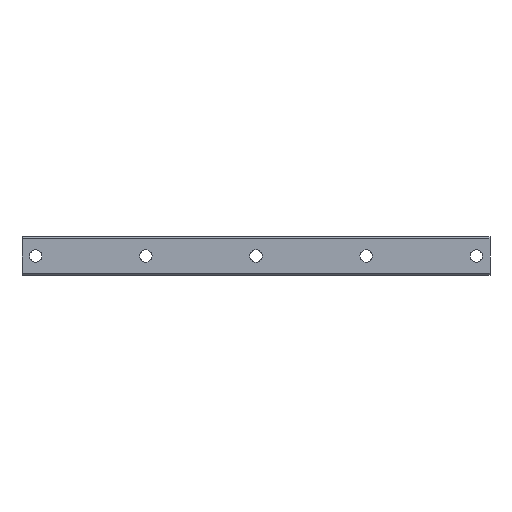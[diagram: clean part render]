
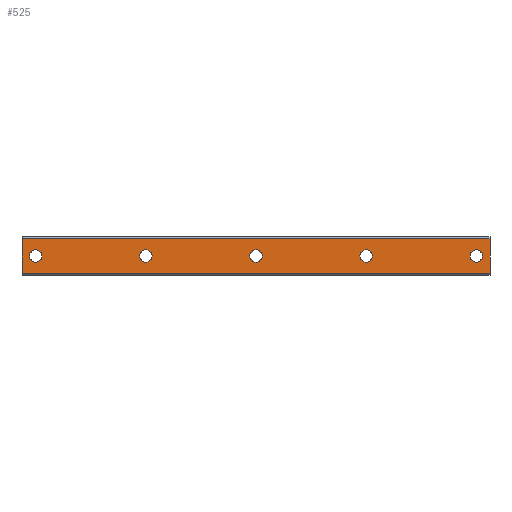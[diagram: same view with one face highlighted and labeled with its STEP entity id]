
A CAD part, front view. The second image highlights one B-rep face of the part: STEP entity #525.
In plain terms, the highlighted planar face has unit normal (0, -1, 0).
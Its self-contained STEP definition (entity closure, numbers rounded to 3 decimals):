
#2 = EDGE_CURVE ( 'NONE', #366, #1644, #2047, .T. ) ;
#6 = VERTEX_POINT ( 'NONE', #1079 ) ;
#15 = EDGE_CURVE ( 'NONE', #6, #1189, #1843, .T. ) ;
#54 = CIRCLE ( 'NONE', #1762, 4.5 ) ;
#81 = EDGE_CURVE ( 'NONE', #2018, #314, #103, .T. ) ;
#88 = CARTESIAN_POINT ( 'NONE',  ( 320., 0., 0. ) ) ;
#93 = DIRECTION ( 'NONE',  ( 0., 0., 1. ) ) ;
#94 = FACE_OUTER_BOUND ( 'NONE', #1867, .T. ) ;
#103 = CIRCLE ( 'NONE', #374, 4.5 ) ;
#118 = FACE_BOUND ( 'NONE', #1782, .T. ) ;
#134 = LINE ( 'NONE', #1435, #1344 ) ;
#146 = DIRECTION ( 'NONE',  ( 0., -1., 0. ) ) ;
#160 = DIRECTION ( 'NONE',  ( 0., 0., 1. ) ) ;
#178 = ORIENTED_EDGE ( 'NONE', *, *, #939, .F. ) ;
#179 = AXIS2_PLACEMENT_3D ( 'NONE', #1580, #146, #1252 ) ;
#197 = VERTEX_POINT ( 'NONE', #963 ) ;
#207 = VERTEX_POINT ( 'NONE', #1280 ) ;
#208 = AXIS2_PLACEMENT_3D ( 'NONE', #1691, #723, #412 ) ;
#222 = CIRCLE ( 'NONE', #550, 4.5 ) ;
#277 = VECTOR ( 'NONE', #1760, 1000. ) ;
#314 = VERTEX_POINT ( 'NONE', #381 ) ;
#353 = ORIENTED_EDGE ( 'NONE', *, *, #1166, .F. ) ;
#366 = VERTEX_POINT ( 'NONE', #1661 ) ;
#374 = AXIS2_PLACEMENT_3D ( 'NONE', #1090, #2025, #1067 ) ;
#381 = CARTESIAN_POINT ( 'NONE',  ( 240., 0., -4.5 ) ) ;
#402 = ORIENTED_EDGE ( 'NONE', *, *, #2, .F. ) ;
#409 = AXIS2_PLACEMENT_3D ( 'NONE', #1606, #467, #1392 ) ;
#412 = DIRECTION ( 'NONE',  ( 0., 0., 1. ) ) ;
#418 = CARTESIAN_POINT ( 'NONE',  ( 330., 0., 12.5 ) ) ;
#424 = EDGE_LOOP ( 'NONE', ( #1964, #178 ) ) ;
#434 = ORIENTED_EDGE ( 'NONE', *, *, #1830, .F. ) ;
#452 = DIRECTION ( 'NONE',  ( 0., 0., 1. ) ) ;
#467 = DIRECTION ( 'NONE',  ( 0., -1., 0. ) ) ;
#490 = CARTESIAN_POINT ( 'NONE',  ( -10., 0., 12.5 ) ) ;
#510 = ORIENTED_EDGE ( 'NONE', *, *, #15, .F. ) ;
#511 = CIRCLE ( 'NONE', #1819, 4.5 ) ;
#521 = CIRCLE ( 'NONE', #1926, 4.5 ) ;
#525 = ADVANCED_FACE ( 'NONE', ( #94, #595, #2010, #2022, #571, #118 ), #911, .F. ) ;
#550 = AXIS2_PLACEMENT_3D ( 'NONE', #741, #1197, #1675 ) ;
#553 = CARTESIAN_POINT ( 'NONE',  ( 330., 0., -12.5 ) ) ;
#571 = FACE_BOUND ( 'NONE', #2058, .T. ) ;
#578 = VERTEX_POINT ( 'NONE', #490 ) ;
#591 = ORIENTED_EDGE ( 'NONE', *, *, #1489, .F. ) ;
#595 = FACE_BOUND ( 'NONE', #1425, .T. ) ;
#608 = DIRECTION ( 'NONE',  ( 0., -1., 0. ) ) ;
#617 = CARTESIAN_POINT ( 'NONE',  ( 0., 0., -4.5 ) ) ;
#624 = CARTESIAN_POINT ( 'NONE',  ( -10., 0., 12.5 ) ) ;
#633 = ORIENTED_EDGE ( 'NONE', *, *, #1894, .F. ) ;
#675 = AXIS2_PLACEMENT_3D ( 'NONE', #88, #1868, #452 ) ;
#684 = CIRCLE ( 'NONE', #179, 4.5 ) ;
#694 = CARTESIAN_POINT ( 'NONE',  ( -10., 0., -12.5 ) ) ;
#716 = VERTEX_POINT ( 'NONE', #694 ) ;
#723 = DIRECTION ( 'NONE',  ( 0., -1., 0. ) ) ;
#736 = EDGE_CURVE ( 'NONE', #207, #1366, #1812, .T. ) ;
#741 = CARTESIAN_POINT ( 'NONE',  ( 160., 0., 0. ) ) ;
#803 = CARTESIAN_POINT ( 'NONE',  ( 0., 0., 0. ) ) ;
#850 = DIRECTION ( 'NONE',  ( 0., 0., -1. ) ) ;
#853 = DIRECTION ( 'NONE',  ( 0., 0., 1. ) ) ;
#911 = PLANE ( 'NONE',  #1413 ) ;
#939 = EDGE_CURVE ( 'NONE', #314, #2018, #1583, .T. ) ;
#947 = CARTESIAN_POINT ( 'NONE',  ( 80., 0., -4.5 ) ) ;
#957 = CARTESIAN_POINT ( 'NONE',  ( 330., 0., 12.5 ) ) ;
#962 = VERTEX_POINT ( 'NONE', #1230 ) ;
#963 = CARTESIAN_POINT ( 'NONE',  ( 0., 0., 4.5 ) ) ;
#1012 = AXIS2_PLACEMENT_3D ( 'NONE', #1536, #1061, #1674 ) ;
#1015 = CARTESIAN_POINT ( 'NONE',  ( 160., 0., 4.5 ) ) ;
#1029 = CARTESIAN_POINT ( 'NONE',  ( 0., 0., 0. ) ) ;
#1046 = VERTEX_POINT ( 'NONE', #617 ) ;
#1054 = EDGE_CURVE ( 'NONE', #1644, #366, #684, .T. ) ;
#1055 = DIRECTION ( 'NONE',  ( 0., 1., 0. ) ) ;
#1061 = DIRECTION ( 'NONE',  ( 0., -1., 0. ) ) ;
#1067 = DIRECTION ( 'NONE',  ( 0., 0., 1. ) ) ;
#1079 = CARTESIAN_POINT ( 'NONE',  ( 80., 0., 4.5 ) ) ;
#1090 = CARTESIAN_POINT ( 'NONE',  ( 240., 0., 0. ) ) ;
#1091 = LINE ( 'NONE', #624, #1281 ) ;
#1096 = CARTESIAN_POINT ( 'NONE',  ( 80., 0., 0. ) ) ;
#1103 = EDGE_CURVE ( 'NONE', #1366, #716, #134, .T. ) ;
#1107 = EDGE_CURVE ( 'NONE', #197, #1046, #511, .T. ) ;
#1117 = EDGE_CURVE ( 'NONE', #962, #1713, #1684, .T. ) ;
#1122 = ORIENTED_EDGE ( 'NONE', *, *, #1220, .F. ) ;
#1146 = ORIENTED_EDGE ( 'NONE', *, *, #1107, .F. ) ;
#1163 = CARTESIAN_POINT ( 'NONE',  ( 330., 0., 12.5 ) ) ;
#1166 = EDGE_CURVE ( 'NONE', #578, #207, #1294, .T. ) ;
#1189 = VERTEX_POINT ( 'NONE', #947 ) ;
#1197 = DIRECTION ( 'NONE',  ( 0., -1., 0. ) ) ;
#1220 = EDGE_CURVE ( 'NONE', #716, #578, #1091, .T. ) ;
#1230 = CARTESIAN_POINT ( 'NONE',  ( 160., 0., -4.5 ) ) ;
#1252 = DIRECTION ( 'NONE',  ( 0., 0., 1. ) ) ;
#1280 = CARTESIAN_POINT ( 'NONE',  ( 330., 0., 12.5 ) ) ;
#1281 = VECTOR ( 'NONE', #853, 1000. ) ;
#1294 = LINE ( 'NONE', #957, #277 ) ;
#1344 = VECTOR ( 'NONE', #1577, 1000. ) ;
#1366 = VERTEX_POINT ( 'NONE', #553 ) ;
#1392 = DIRECTION ( 'NONE',  ( 0., 0., 1. ) ) ;
#1413 = AXIS2_PLACEMENT_3D ( 'NONE', #418, #1055, #1725 ) ;
#1425 = EDGE_LOOP ( 'NONE', ( #1146, #434 ) ) ;
#1435 = CARTESIAN_POINT ( 'NONE',  ( 330., 0., -12.5 ) ) ;
#1440 = ORIENTED_EDGE ( 'NONE', *, *, #1103, .F. ) ;
#1489 = EDGE_CURVE ( 'NONE', #1189, #6, #54, .T. ) ;
#1536 = CARTESIAN_POINT ( 'NONE',  ( 240., 0., 0. ) ) ;
#1554 = ORIENTED_EDGE ( 'NONE', *, *, #736, .F. ) ;
#1577 = DIRECTION ( 'NONE',  ( -1., 0., 0. ) ) ;
#1580 = CARTESIAN_POINT ( 'NONE',  ( 320., 0., 0. ) ) ;
#1583 = CIRCLE ( 'NONE', #1012, 4.5 ) ;
#1590 = DIRECTION ( 'NONE',  ( 0., 0., 1. ) ) ;
#1606 = CARTESIAN_POINT ( 'NONE',  ( 160., 0., 0. ) ) ;
#1644 = VERTEX_POINT ( 'NONE', #1650 ) ;
#1650 = CARTESIAN_POINT ( 'NONE',  ( 320., 0., 4.5 ) ) ;
#1661 = CARTESIAN_POINT ( 'NONE',  ( 320., 0., -4.5 ) ) ;
#1674 = DIRECTION ( 'NONE',  ( 0., 0., 1. ) ) ;
#1675 = DIRECTION ( 'NONE',  ( 0., 0., 1. ) ) ;
#1683 = CARTESIAN_POINT ( 'NONE',  ( 240., 0., 4.5 ) ) ;
#1684 = CIRCLE ( 'NONE', #409, 4.5 ) ;
#1691 = CARTESIAN_POINT ( 'NONE',  ( 80., 0., 0. ) ) ;
#1698 = DIRECTION ( 'NONE',  ( 0., -1., 0. ) ) ;
#1713 = VERTEX_POINT ( 'NONE', #1015 ) ;
#1725 = DIRECTION ( 'NONE',  ( 0., 0., 1. ) ) ;
#1760 = DIRECTION ( 'NONE',  ( 1., 0., 0. ) ) ;
#1762 = AXIS2_PLACEMENT_3D ( 'NONE', #1096, #608, #160 ) ;
#1782 = EDGE_LOOP ( 'NONE', ( #510, #591 ) ) ;
#1812 = LINE ( 'NONE', #1163, #1880 ) ;
#1819 = AXIS2_PLACEMENT_3D ( 'NONE', #803, #2051, #1590 ) ;
#1830 = EDGE_CURVE ( 'NONE', #1046, #197, #521, .T. ) ;
#1843 = CIRCLE ( 'NONE', #208, 4.5 ) ;
#1867 = EDGE_LOOP ( 'NONE', ( #1440, #1554, #353, #1122 ) ) ;
#1868 = DIRECTION ( 'NONE',  ( 0., -1., 0. ) ) ;
#1880 = VECTOR ( 'NONE', #850, 1000. ) ;
#1890 = ORIENTED_EDGE ( 'NONE', *, *, #1117, .F. ) ;
#1894 = EDGE_CURVE ( 'NONE', #1713, #962, #222, .T. ) ;
#1924 = EDGE_LOOP ( 'NONE', ( #1938, #402 ) ) ;
#1926 = AXIS2_PLACEMENT_3D ( 'NONE', #1029, #1698, #93 ) ;
#1938 = ORIENTED_EDGE ( 'NONE', *, *, #1054, .F. ) ;
#1964 = ORIENTED_EDGE ( 'NONE', *, *, #81, .F. ) ;
#2010 = FACE_BOUND ( 'NONE', #1924, .T. ) ;
#2018 = VERTEX_POINT ( 'NONE', #1683 ) ;
#2022 = FACE_BOUND ( 'NONE', #424, .T. ) ;
#2025 = DIRECTION ( 'NONE',  ( 0., -1., 0. ) ) ;
#2047 = CIRCLE ( 'NONE', #675, 4.5 ) ;
#2051 = DIRECTION ( 'NONE',  ( 0., -1., 0. ) ) ;
#2058 = EDGE_LOOP ( 'NONE', ( #633, #1890 ) ) ;
